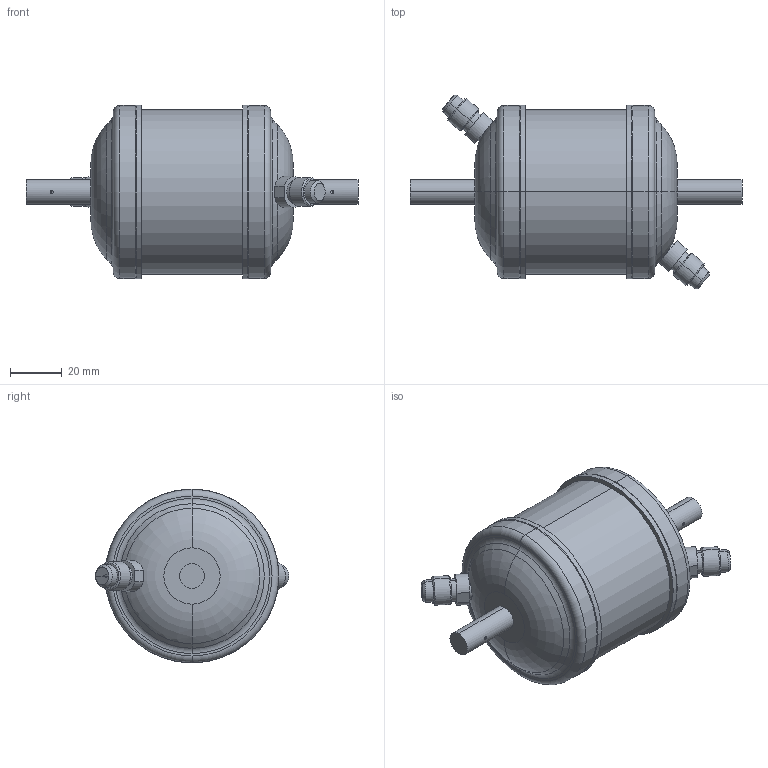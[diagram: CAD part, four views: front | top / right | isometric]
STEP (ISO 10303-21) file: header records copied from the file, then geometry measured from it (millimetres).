
FILE_DESCRIPTION (( 'STEP AP203' ), '1' );
FILE_NAME ('023Z1001R - DAS 052sVV.STEP', '2023-06-09T05:37:25', ( '' ), ( '' ), 'SwSTEP 2.0', 'SolidWorks 2020', '' );
FILE_SCHEMA (( 'CONFIG_CONTROL_DESIGN' ));
Length unit declared in the file: millimetre
Products named in the file (1): 023Z1001R - DAS 052sVV
Bounding box: 128 x 74.7 x 67 mm (x, y, z)
Volume: 235470.3 mm3; surface area: 23365.1 mm2
Topology: 1 solids, 1 shells, 97 faces, 201 edges, 122 vertices
Faces by surface type: cylinder 36, plane 21, cone 20, torus 16, sphere 4
Entity records: 2878 total; most frequent: CARTESIAN_POINT 667, DIRECTION 503, ORIENTED_EDGE 398, AXIS2_PLACEMENT_3D 218, EDGE_CURVE 199, VERTEX_POINT 122, CIRCLE 120, EDGE_LOOP 115
